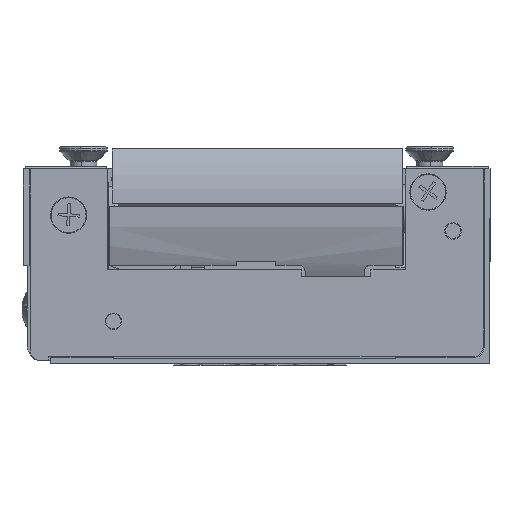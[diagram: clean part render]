
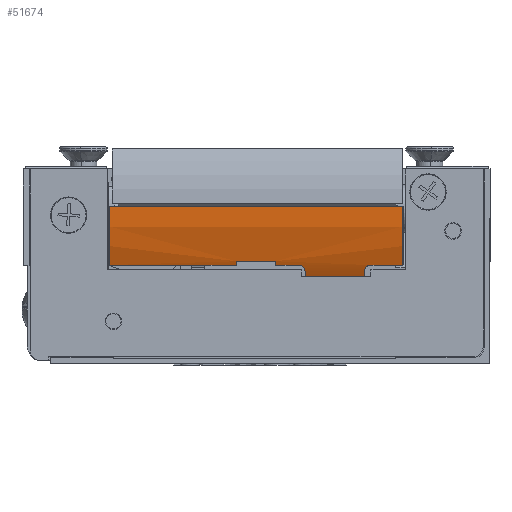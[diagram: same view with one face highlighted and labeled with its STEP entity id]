
A CAD part, left-side view. The second image highlights one B-rep face of the part: STEP entity #51674.
In plain terms, the highlighted cylindrical face has radius 22 mm (diameter 44 mm), a partial arc.
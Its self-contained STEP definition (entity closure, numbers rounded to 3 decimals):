
#887 = ORIENTED_EDGE ( 'NONE', *, *, #35748, .T. ) ;
#944 = CARTESIAN_POINT ( 'NONE',  ( -19.761, -0.986, 0.178 ) ) ;
#1343 = CARTESIAN_POINT ( 'NONE',  ( -19.994, -0.986, 0.75 ) ) ;
#1370 = CARTESIAN_POINT ( 'NONE',  ( -18.845, 13.914, -1.727 ) ) ;
#1394 = EDGE_CURVE ( 'NONE', #4183, #17413, #31887, .T. ) ;
#1973 = DIRECTION ( 'NONE',  ( 0., 1., 0. ) ) ;
#2741 = ORIENTED_EDGE ( 'NONE', *, *, #22225, .T. ) ;
#2916 = CARTESIAN_POINT ( 'NONE',  ( -19.593, 14.104, -0.21 ) ) ;
#3172 = CARTESIAN_POINT ( 'NONE',  ( -19.762, 3.914, 0.178 ) ) ;
#3326 = CIRCLE ( 'NONE', #42102, 22. ) ;
#3469 = ORIENTED_EDGE ( 'NONE', *, *, #45582, .T. ) ;
#3595 = CARTESIAN_POINT ( 'NONE',  ( -19.706, 14.397, 0.048 ) ) ;
#3844 = DIRECTION ( 'NONE',  ( 0., -1., 0. ) ) ;
#4183 = VERTEX_POINT ( 'NONE', #34638 ) ;
#4517 = VECTOR ( 'NONE', #3844, 1000. ) ;
#5164 = CARTESIAN_POINT ( 'NONE',  ( -19.761, 43.564, 0.178 ) ) ;
#5548 = VECTOR ( 'NONE', #64741, 1000. ) ;
#5990 = CARTESIAN_POINT ( 'NONE',  ( -19.593, 4.725, -0.211 ) ) ;
#6069 = EDGE_CURVE ( 'NONE', #8420, #10882, #53474, .T. ) ;
#6141 = LINE ( 'NONE', #944, #5548 ) ;
#6333 = CARTESIAN_POINT ( 'NONE',  ( -19.382, 4.914, -0.67 ) ) ;
#6951 = ORIENTED_EDGE ( 'NONE', *, *, #23854, .F. ) ;
#7540 = CARTESIAN_POINT ( 'NONE',  ( 0.5, 13.914, 8.75 ) ) ;
#7933 = ORIENTED_EDGE ( 'NONE', *, *, #64763, .T. ) ;
#8420 = VERTEX_POINT ( 'NONE', #1370 ) ;
#8910 = AXIS2_PLACEMENT_3D ( 'NONE', #25359, #41307, #62449 ) ;
#10882 = VERTEX_POINT ( 'NONE', #61900 ) ;
#12459 = VERTEX_POINT ( 'NONE', #45258 ) ;
#12519 = DIRECTION ( 'NONE',  ( 0., -1., 0. ) ) ;
#12587 = DIRECTION ( 'NONE',  ( 0., -1., 0. ) ) ;
#12803 = DIRECTION ( 'NONE',  ( 0., 1., 0. ) ) ;
#13338 = CARTESIAN_POINT ( 'NONE',  ( -19.381, 13.914, -0.671 ) ) ;
#13579 = CARTESIAN_POINT ( 'NONE',  ( -19.75, 4.186, 0.151 ) ) ;
#14109 = VECTOR ( 'NONE', #14955, 1000. ) ;
#14526 = VERTEX_POINT ( 'NONE', #58922 ) ;
#14955 = DIRECTION ( 'NONE',  ( 0., -1., 0. ) ) ;
#17204 = CIRCLE ( 'NONE', #23829, 22. ) ;
#17413 = VERTEX_POINT ( 'NONE', #30820 ) ;
#18265 = CARTESIAN_POINT ( 'NONE',  ( 0.5, 4.914, 8.75 ) ) ;
#18473 = CARTESIAN_POINT ( 'NONE',  ( 0.5, 43.564, 8.75 ) ) ;
#18530 = CARTESIAN_POINT ( 'NONE',  ( -19.439, 13.938, -0.548 ) ) ;
#19291 = ORIENTED_EDGE ( 'NONE', *, *, #64186, .T. ) ;
#19976 = ORIENTED_EDGE ( 'NONE', *, *, #6069, .T. ) ;
#20493 = CARTESIAN_POINT ( 'NONE',  ( 0.5, -0.836, 8.75 ) ) ;
#20514 = ORIENTED_EDGE ( 'NONE', *, *, #54818, .F. ) ;
#22225 = EDGE_CURVE ( 'NONE', #55023, #14526, #23563, .T. ) ;
#22231 = ORIENTED_EDGE ( 'NONE', *, *, #1394, .T. ) ;
#23563 = LINE ( 'NONE', #66521, #38317 ) ;
#23748 = CARTESIAN_POINT ( 'NONE',  ( -19.322, 13.914, -0.794 ) ) ;
#23829 = AXIS2_PLACEMENT_3D ( 'NONE', #18473, #34791, #66977 ) ;
#23854 = EDGE_CURVE ( 'NONE', #4183, #52173, #28505, .T. ) ;
#24676 = CARTESIAN_POINT ( 'NONE',  ( -19.762, 4.051, 0.178 ) ) ;
#24762 = CARTESIAN_POINT ( 'NONE',  ( -19.673, 14.286, -0.028 ) ) ;
#25359 = CARTESIAN_POINT ( 'NONE',  ( 0.5, 18.364, 8.75 ) ) ;
#26045 = CARTESIAN_POINT ( 'NONE',  ( -19.761, -0.986, 0.178 ) ) ;
#26230 = CARTESIAN_POINT ( 'NONE',  ( -19.761, 24.364, 0.178 ) ) ;
#28339 = ORIENTED_EDGE ( 'NONE', *, *, #64087, .T. ) ;
#28505 = CIRCLE ( 'NONE', #31813, 22. ) ;
#28720 = DIRECTION ( 'NONE',  ( 0., 1., 0. ) ) ;
#29054 = DIRECTION ( 'NONE',  ( 0., 0., -1. ) ) ;
#29299 = CARTESIAN_POINT ( 'NONE',  ( -19.761, 14.914, 0.178 ) ) ;
#29393 = VERTEX_POINT ( 'NONE', #68469 ) ;
#29516 = VERTEX_POINT ( 'NONE', #34167 ) ;
#30332 = CARTESIAN_POINT ( 'NONE',  ( -19.761, 14.778, 0.178 ) ) ;
#30820 = CARTESIAN_POINT ( 'NONE',  ( -19.994, 18.364, 0.75 ) ) ;
#31813 = AXIS2_PLACEMENT_3D ( 'NONE', #53944, #49077, #33151 ) ;
#31887 = LINE ( 'NONE', #1343, #63157 ) ;
#32140 = CARTESIAN_POINT ( 'NONE',  ( -21.498, -0.836, 9.05 ) ) ;
#32394 = VECTOR ( 'NONE', #12519, 1000. ) ;
#33151 = DIRECTION ( 'NONE',  ( 0., 0., -1. ) ) ;
#33367 = CARTESIAN_POINT ( 'NONE',  ( -18.845, -0.986, -1.727 ) ) ;
#33750 = B_SPLINE_CURVE_WITH_KNOTS ( 'NONE', 3,
 ( #29299, #30332, #51470, #3595, #24762, #2916, #45904, #18530, #13338, #23748 ),
 .UNSPECIFIED., .F., .F.,
 ( 4, 2, 2, 2, 4 ),
 ( 0., 0., 0.001, 0.001, 0.002 ),
 .UNSPECIFIED. ) ;
#34111 = CARTESIAN_POINT ( 'NONE',  ( 0.5, -0.986, 8.75 ) ) ;
#34167 = CARTESIAN_POINT ( 'NONE',  ( -19.761, 14.914, 0.178 ) ) ;
#34425 = ORIENTED_EDGE ( 'NONE', *, *, #43634, .T. ) ;
#34638 = CARTESIAN_POINT ( 'NONE',  ( -19.994, 24.364, 0.75 ) ) ;
#34791 = DIRECTION ( 'NONE',  ( 0., -1., 0. ) ) ;
#35748 = EDGE_CURVE ( 'NONE', #12459, #29516, #57256, .T. ) ;
#35794 = DIRECTION ( 'NONE',  ( 0., 1., 0. ) ) ;
#37584 = CARTESIAN_POINT ( 'NONE',  ( -19.438, 4.891, -0.549 ) ) ;
#38317 = VECTOR ( 'NONE', #12803, 1000. ) ;
#38731 = VERTEX_POINT ( 'NONE', #5164 ) ;
#38845 = CIRCLE ( 'NONE', #8910, 22. ) ;
#39051 = CARTESIAN_POINT ( 'NONE',  ( -19.762, -0.836, 0.178 ) ) ;
#40949 = ORIENTED_EDGE ( 'NONE', *, *, #64819, .T. ) ;
#41307 = DIRECTION ( 'NONE',  ( 0., -1., 0. ) ) ;
#41382 = CARTESIAN_POINT ( 'NONE',  ( -19.322, 13.914, -0.794 ) ) ;
#42102 = AXIS2_PLACEMENT_3D ( 'NONE', #18265, #1973, #44623 ) ;
#43634 = EDGE_CURVE ( 'NONE', #61721, #55023, #51523, .T. ) ;
#44486 = FACE_OUTER_BOUND ( 'NONE', #57207, .T. ) ;
#44623 = DIRECTION ( 'NONE',  ( 0., 0., -1. ) ) ;
#44676 = EDGE_CURVE ( 'NONE', #14526, #38731, #17204, .T. ) ;
#45258 = CARTESIAN_POINT ( 'NONE',  ( -19.761, 18.364, 0.178 ) ) ;
#45582 = EDGE_CURVE ( 'NONE', #29516, #63374, #33750, .T. ) ;
#45904 = CARTESIAN_POINT ( 'NONE',  ( -19.545, 14.033, -0.318 ) ) ;
#47008 = CIRCLE ( 'NONE', #55883, 22. ) ;
#48668 = CARTESIAN_POINT ( 'NONE',  ( -19.674, 4.543, -0.027 ) ) ;
#49077 = DIRECTION ( 'NONE',  ( 0., -1., 0. ) ) ;
#49472 = B_SPLINE_CURVE_WITH_KNOTS ( 'NONE', 3,
 ( #65614, #6333, #37584, #58707, #5990, #48668, #66951, #13579, #24676, #3172 ),
 .UNSPECIFIED., .F., .F.,
 ( 4, 2, 2, 2, 4 ),
 ( 0., 0., 0.001, 0.001, 0.002 ),
 .UNSPECIFIED. ) ;
#49944 = CARTESIAN_POINT ( 'NONE',  ( -19.762, 3.914, 0.178 ) ) ;
#51148 = AXIS2_PLACEMENT_3D ( 'NONE', #34111, #12587, #59399 ) ;
#51470 = CARTESIAN_POINT ( 'NONE',  ( -19.75, 14.643, 0.151 ) ) ;
#51523 = CIRCLE ( 'NONE', #60377, 22. ) ;
#51674 = ADVANCED_FACE ( 'NONE', ( #44486 ), #60095, .T. ) ;
#52173 = VERTEX_POINT ( 'NONE', #26230 ) ;
#52849 = EDGE_CURVE ( 'NONE', #29393, #57811, #49472, .T. ) ;
#53474 = LINE ( 'NONE', #33367, #32394 ) ;
#53944 = CARTESIAN_POINT ( 'NONE',  ( 0.5, 24.364, 8.75 ) ) ;
#54818 = EDGE_CURVE ( 'NONE', #8420, #63374, #47008, .T. ) ;
#55023 = VERTEX_POINT ( 'NONE', #32140 ) ;
#55883 = AXIS2_PLACEMENT_3D ( 'NONE', #7540, #28720, #29054 ) ;
#56220 = CARTESIAN_POINT ( 'NONE',  ( -19.762, -0.986, 0.178 ) ) ;
#57207 = EDGE_LOOP ( 'NONE', ( #62381, #40949, #34425, #2741, #67887, #28339, #6951, #22231, #7933, #887, #3469, #20514, #19976, #19291 ) ) ;
#57256 = LINE ( 'NONE', #26045, #14109 ) ;
#57811 = VERTEX_POINT ( 'NONE', #49944 ) ;
#58566 = DIRECTION ( 'NONE',  ( 0., -1., 0. ) ) ;
#58707 = CARTESIAN_POINT ( 'NONE',  ( -19.545, 4.795, -0.318 ) ) ;
#58922 = CARTESIAN_POINT ( 'NONE',  ( -21.498, 43.564, 9.05 ) ) ;
#59399 = DIRECTION ( 'NONE',  ( 0., 0., -1. ) ) ;
#60095 = CYLINDRICAL_SURFACE ( 'NONE', #51148, 22. ) ;
#60377 = AXIS2_PLACEMENT_3D ( 'NONE', #20493, #35794, #62805 ) ;
#61721 = VERTEX_POINT ( 'NONE', #39051 ) ;
#61900 = CARTESIAN_POINT ( 'NONE',  ( -18.845, 4.914, -1.727 ) ) ;
#62381 = ORIENTED_EDGE ( 'NONE', *, *, #52849, .T. ) ;
#62449 = DIRECTION ( 'NONE',  ( 0., 0., -1. ) ) ;
#62805 = DIRECTION ( 'NONE',  ( 0., 0., -1. ) ) ;
#63157 = VECTOR ( 'NONE', #58566, 1000. ) ;
#63374 = VERTEX_POINT ( 'NONE', #41382 ) ;
#64087 = EDGE_CURVE ( 'NONE', #38731, #52173, #6141, .T. ) ;
#64186 = EDGE_CURVE ( 'NONE', #10882, #29393, #3326, .T. ) ;
#64741 = DIRECTION ( 'NONE',  ( 0., -1., 0. ) ) ;
#64763 = EDGE_CURVE ( 'NONE', #17413, #12459, #38845, .T. ) ;
#64819 = EDGE_CURVE ( 'NONE', #57811, #61721, #66942, .T. ) ;
#65614 = CARTESIAN_POINT ( 'NONE',  ( -19.322, 4.914, -0.793 ) ) ;
#66521 = CARTESIAN_POINT ( 'NONE',  ( -21.498, -0.986, 9.05 ) ) ;
#66942 = LINE ( 'NONE', #56220, #4517 ) ;
#66951 = CARTESIAN_POINT ( 'NONE',  ( -19.706, 4.432, 0.048 ) ) ;
#66977 = DIRECTION ( 'NONE',  ( 0., 0., -1. ) ) ;
#67887 = ORIENTED_EDGE ( 'NONE', *, *, #44676, .T. ) ;
#68469 = CARTESIAN_POINT ( 'NONE',  ( -19.322, 4.914, -0.793 ) ) ;
